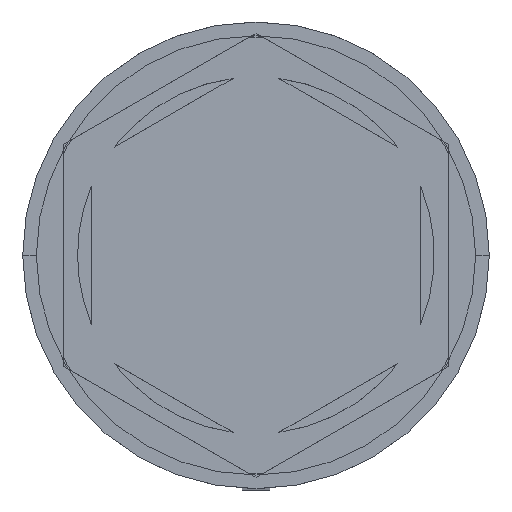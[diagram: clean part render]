
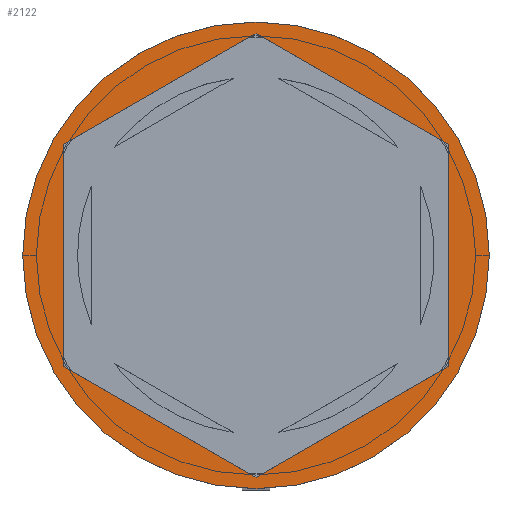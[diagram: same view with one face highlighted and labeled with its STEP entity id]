
A CAD part, top view. The second image highlights one B-rep face of the part: STEP entity #2122.
In plain terms, the highlighted planar face has unit normal (0, 0, 1).
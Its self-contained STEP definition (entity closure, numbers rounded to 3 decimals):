
#31 = VECTOR ( 'NONE', #389, 1000. ) ;
#54 = ORIENTED_EDGE ( 'NONE', *, *, #969, .F. ) ;
#60 = ORIENTED_EDGE ( 'NONE', *, *, #2471, .F. ) ;
#127 = DIRECTION ( 'NONE',  ( -0.866, -0.5, 0. ) ) ;
#132 = VERTEX_POINT ( 'NONE', #1808 ) ;
#147 = CARTESIAN_POINT ( 'NONE',  ( 7., 4.041, 0. ) ) ;
#165 = DIRECTION ( 'NONE',  ( 0., -1., 0. ) ) ;
#196 = CIRCLE ( 'NONE', #1747, 8.5 ) ;
#202 = EDGE_CURVE ( 'NONE', #2181, #132, #917, .T. ) ;
#209 = PLANE ( 'NONE',  #2405 ) ;
#237 = CARTESIAN_POINT ( 'NONE',  ( -7., 4.041, 0. ) ) ;
#342 = DIRECTION ( 'NONE',  ( 1., 0., 0. ) ) ;
#389 = DIRECTION ( 'NONE',  ( 0.866, -0.5, 0. ) ) ;
#411 = DIRECTION ( 'NONE',  ( 1., 0., 0. ) ) ;
#446 = FACE_OUTER_BOUND ( 'NONE', #2307, .T. ) ;
#527 = EDGE_CURVE ( 'NONE', #1810, #2318, #2373, .T. ) ;
#531 = VERTEX_POINT ( 'NONE', #1042 ) ;
#590 = CARTESIAN_POINT ( 'NONE',  ( 0., 8.083, 0. ) ) ;
#661 = ORIENTED_EDGE ( 'NONE', *, *, #202, .T. ) ;
#735 = DIRECTION ( 'NONE',  ( 0., 0., 1. ) ) ;
#887 = CARTESIAN_POINT ( 'NONE',  ( 0., 8.083, 0. ) ) ;
#900 = DIRECTION ( 'NONE',  ( 0., 0., 1. ) ) ;
#917 = CIRCLE ( 'NONE', #1238, 8.5 ) ;
#969 = EDGE_CURVE ( 'NONE', #2318, #2270, #2052, .T. ) ;
#999 = VECTOR ( 'NONE', #2457, 1000. ) ;
#1023 = EDGE_CURVE ( 'NONE', #132, #2181, #196, .T. ) ;
#1041 = VECTOR ( 'NONE', #1477, 1000. ) ;
#1042 = CARTESIAN_POINT ( 'NONE',  ( 0., -8.083, 0. ) ) ;
#1100 = LINE ( 'NONE', #2474, #1041 ) ;
#1190 = CARTESIAN_POINT ( 'NONE',  ( 7., 4.041, 0. ) ) ;
#1192 = ORIENTED_EDGE ( 'NONE', *, *, #1023, .T. ) ;
#1238 = AXIS2_PLACEMENT_3D ( 'NONE', #2157, #735, #342 ) ;
#1261 = VERTEX_POINT ( 'NONE', #1190 ) ;
#1354 = CARTESIAN_POINT ( 'NONE',  ( 0., 0., 0. ) ) ;
#1474 = CARTESIAN_POINT ( 'NONE',  ( -7., -4.041, 0. ) ) ;
#1477 = DIRECTION ( 'NONE',  ( 0., 1., 0. ) ) ;
#1544 = EDGE_CURVE ( 'NONE', #531, #1745, #1708, .T. ) ;
#1703 = LINE ( 'NONE', #2084, #31 ) ;
#1708 = LINE ( 'NONE', #2477, #2480 ) ;
#1745 = VERTEX_POINT ( 'NONE', #2284 ) ;
#1747 = AXIS2_PLACEMENT_3D ( 'NONE', #1867, #900, #2448 ) ;
#1808 = CARTESIAN_POINT ( 'NONE',  ( -8.5, 0., 0. ) ) ;
#1810 = VERTEX_POINT ( 'NONE', #590 ) ;
#1867 = CARTESIAN_POINT ( 'NONE',  ( 0., 0., 0. ) ) ;
#1897 = ORIENTED_EDGE ( 'NONE', *, *, #527, .F. ) ;
#1902 = EDGE_CURVE ( 'NONE', #2270, #531, #1703, .T. ) ;
#1911 = DIRECTION ( 'NONE',  ( 0.866, 0.5, 0. ) ) ;
#1916 = VECTOR ( 'NONE', #165, 1000. ) ;
#1919 = EDGE_LOOP ( 'NONE', ( #2426, #60, #2379, #1950, #54, #1897 ) ) ;
#1950 = ORIENTED_EDGE ( 'NONE', *, *, #1902, .F. ) ;
#1955 = FACE_BOUND ( 'NONE', #1919, .T. ) ;
#2024 = CARTESIAN_POINT ( 'NONE',  ( 8.5, 0., 0. ) ) ;
#2029 = EDGE_CURVE ( 'NONE', #1261, #1810, #2068, .T. ) ;
#2052 = LINE ( 'NONE', #2465, #1916 ) ;
#2068 = LINE ( 'NONE', #147, #999 ) ;
#2084 = CARTESIAN_POINT ( 'NONE',  ( -7., -4.041, 0. ) ) ;
#2118 = VECTOR ( 'NONE', #127, 1000. ) ;
#2120 = DIRECTION ( 'NONE',  ( 0., 0., 1. ) ) ;
#2122 = ADVANCED_FACE ( 'NONE', ( #1955, #446 ), #209, .T. ) ;
#2157 = CARTESIAN_POINT ( 'NONE',  ( 0., 0., 0. ) ) ;
#2181 = VERTEX_POINT ( 'NONE', #2024 ) ;
#2270 = VERTEX_POINT ( 'NONE', #1474 ) ;
#2284 = CARTESIAN_POINT ( 'NONE',  ( 7., -4.041, 0. ) ) ;
#2307 = EDGE_LOOP ( 'NONE', ( #661, #1192 ) ) ;
#2318 = VERTEX_POINT ( 'NONE', #237 ) ;
#2373 = LINE ( 'NONE', #887, #2118 ) ;
#2379 = ORIENTED_EDGE ( 'NONE', *, *, #1544, .F. ) ;
#2405 = AXIS2_PLACEMENT_3D ( 'NONE', #1354, #2120, #411 ) ;
#2426 = ORIENTED_EDGE ( 'NONE', *, *, #2029, .F. ) ;
#2448 = DIRECTION ( 'NONE',  ( 1., 0., 0. ) ) ;
#2457 = DIRECTION ( 'NONE',  ( -0.866, 0.5, 0. ) ) ;
#2465 = CARTESIAN_POINT ( 'NONE',  ( -7., 4.041, 0. ) ) ;
#2471 = EDGE_CURVE ( 'NONE', #1745, #1261, #1100, .T. ) ;
#2474 = CARTESIAN_POINT ( 'NONE',  ( 7., -4.041, 0. ) ) ;
#2477 = CARTESIAN_POINT ( 'NONE',  ( 0., -8.083, 0. ) ) ;
#2480 = VECTOR ( 'NONE', #1911, 1000. ) ;
